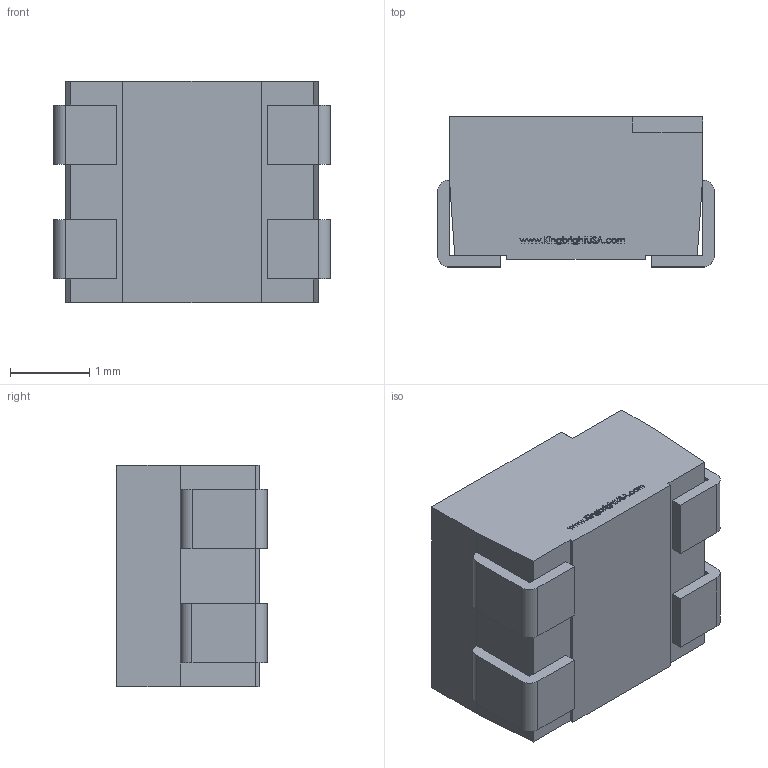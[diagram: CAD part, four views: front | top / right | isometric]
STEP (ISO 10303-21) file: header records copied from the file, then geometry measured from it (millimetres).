
FILE_DESCRIPTION (( 'STEP AP214' ), '1' );
FILE_NAME ('AAA3528.STEP', '2008-08-29T21:12:58', ( '' ), ( '' ), 'SwSTEP 2.0', 'SolidWorks 2008', '' );
FILE_SCHEMA (( 'AUTOMOTIVE_DESIGN' ));
Length unit declared in the file: millimetre
Products named in the file (1): AAA3528
Bounding box: 3.5 x 1.9 x 2.8 mm (x, y, z)
Volume: 14.1 mm3; surface area: 50.6 mm2
Topology: 1 solids, 1 shells, 346 faces, 945 edges, 626 vertices
Faces by surface type: plane 216, bspline 116, cylinder 12, cone 2
Entity records: 20134 total; most frequent: CARTESIAN_POINT 8306, ORIENTED_EDGE 1890, DIRECTION 1203, EDGE_CURVE 945, VECTOR 685, LINE 685, VERTEX_POINT 626, EDGE_LOOP 375
